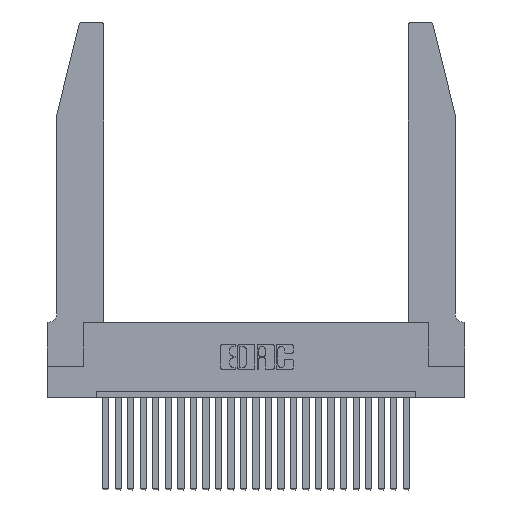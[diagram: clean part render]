
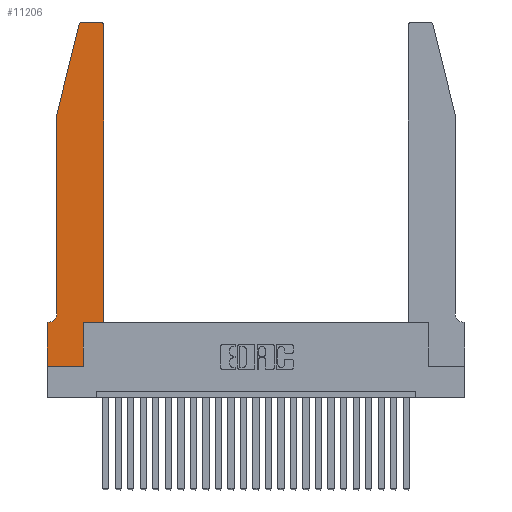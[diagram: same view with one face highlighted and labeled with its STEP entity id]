
A CAD part, top view. The second image highlights one B-rep face of the part: STEP entity #11206.
In plain terms, the highlighted planar face has unit normal (0, 0, 1).
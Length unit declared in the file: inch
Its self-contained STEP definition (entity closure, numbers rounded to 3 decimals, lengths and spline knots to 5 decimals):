
#45 = ORIENTED_EDGE ( 'NONE', *, *, #4280, .T. ) ;
#555 = ORIENTED_EDGE ( 'NONE', *, *, #2038, .T. ) ;
#628 = VERTEX_POINT ( 'NONE', #17989 ) ;
#1354 = DIRECTION ( 'NONE',  ( 0., 0., 1. ) ) ;
#1385 = ORIENTED_EDGE ( 'NONE', *, *, #11281, .T. ) ;
#1479 = LINE ( 'NONE', #4158, #3066 ) ;
#1708 = AXIS2_PLACEMENT_3D ( 'NONE', #3301, #1354, #21243 ) ;
#1752 = CARTESIAN_POINT ( 'NONE',  ( 0.4205, 2.72, 0.37 ) ) ;
#2038 = EDGE_CURVE ( 'NONE', #628, #7585, #9269, .T. ) ;
#2347 = ORIENTED_EDGE ( 'NONE', *, *, #4024, .T. ) ;
#2366 = CARTESIAN_POINT ( 'NONE',  ( 0., 0., 0.37 ) ) ;
#2402 = CARTESIAN_POINT ( 'NONE',  ( 0.4505, 0.35, 0.37 ) ) ;
#2576 = ORIENTED_EDGE ( 'NONE', *, *, #16345, .T. ) ;
#2804 = CIRCLE ( 'NONE', #20919, 0.07 ) ;
#3066 = VECTOR ( 'NONE', #18290, 39.37008 ) ;
#3135 = LINE ( 'NONE', #7947, #8176 ) ;
#3205 = CARTESIAN_POINT ( 'NONE',  ( 0.0755, 0.42, 0.37 ) ) ;
#3240 = CARTESIAN_POINT ( 'NONE',  ( 0.4505, 2.72, 0.37 ) ) ;
#3301 = CARTESIAN_POINT ( 'NONE',  ( 0.284, 2.72, 0.37 ) ) ;
#3484 = CARTESIAN_POINT ( 'NONE',  ( 0., 0.35, 0.37 ) ) ;
#3781 = VECTOR ( 'NONE', #4555, 39.37008 ) ;
#4024 = EDGE_CURVE ( 'NONE', #12818, #21361, #24264, .T. ) ;
#4158 = CARTESIAN_POINT ( 'NONE',  ( 0.0755, 0.35, 0.37 ) ) ;
#4270 = ORIENTED_EDGE ( 'NONE', *, *, #4949, .T. ) ;
#4280 = EDGE_CURVE ( 'NONE', #5016, #18352, #23328, .T. ) ;
#4555 = DIRECTION ( 'NONE',  ( 0., -1., 0. ) ) ;
#4824 = EDGE_CURVE ( 'NONE', #22129, #12818, #21160, .T. ) ;
#4949 = EDGE_CURVE ( 'NONE', #5071, #628, #15293, .T. ) ;
#5008 = CIRCLE ( 'NONE', #14800, 0.03 ) ;
#5016 = VERTEX_POINT ( 'NONE', #6397 ) ;
#5071 = VERTEX_POINT ( 'NONE', #16978 ) ;
#5142 = ORIENTED_EDGE ( 'NONE', *, *, #5987, .T. ) ;
#5407 = CARTESIAN_POINT ( 'NONE',  ( 0.0755, 2., 0.37 ) ) ;
#5987 = EDGE_CURVE ( 'NONE', #11724, #10234, #2804, .T. ) ;
#6397 = CARTESIAN_POINT ( 'NONE',  ( 0.25487, 2.72718, 0.37 ) ) ;
#6561 = DIRECTION ( 'NONE',  ( -0.239, -0.971, 0. ) ) ;
#7330 = PLANE ( 'NONE',  #25153 ) ;
#7433 = CARTESIAN_POINT ( 'NONE',  ( 0.0055, 0.35, 0.37 ) ) ;
#7585 = VERTEX_POINT ( 'NONE', #12799 ) ;
#7690 = VECTOR ( 'NONE', #24494, 39.37008 ) ;
#7947 = CARTESIAN_POINT ( 'NONE',  ( 0.2865, 0.35, 0.37 ) ) ;
#8176 = VECTOR ( 'NONE', #14513, 39.37008 ) ;
#8177 = VECTOR ( 'NONE', #17961, 39.37008 ) ;
#9269 = LINE ( 'NONE', #20587, #19152 ) ;
#9325 = VERTEX_POINT ( 'NONE', #22236 ) ;
#9420 = DIRECTION ( 'NONE',  ( 0., 0., 1. ) ) ;
#9672 = ORIENTED_EDGE ( 'NONE', *, *, #17358, .T. ) ;
#9966 = CARTESIAN_POINT ( 'NONE',  ( 0.4505, 0.35, 0.37 ) ) ;
#10234 = VERTEX_POINT ( 'NONE', #7433 ) ;
#10750 = EDGE_CURVE ( 'NONE', #7585, #22129, #3135, .T. ) ;
#11206 = ADVANCED_FACE ( 'NONE', ( #24238 ), #7330, .T. ) ;
#11281 = EDGE_CURVE ( 'NONE', #17701, #5016, #11562, .T. ) ;
#11562 = CIRCLE ( 'NONE', #1708, 0.03 ) ;
#11724 = VERTEX_POINT ( 'NONE', #3205 ) ;
#12100 = ORIENTED_EDGE ( 'NONE', *, *, #15016, .T. ) ;
#12799 = CARTESIAN_POINT ( 'NONE',  ( 0.2865, 0., 0.37 ) ) ;
#12818 = VERTEX_POINT ( 'NONE', #2402 ) ;
#12840 = VECTOR ( 'NONE', #15156, 39.37008 ) ;
#13168 = VECTOR ( 'NONE', #19922, 39.37008 ) ;
#13752 = ORIENTED_EDGE ( 'NONE', *, *, #4824, .T. ) ;
#14513 = DIRECTION ( 'NONE',  ( 0., 1., 0. ) ) ;
#14800 = AXIS2_PLACEMENT_3D ( 'NONE', #1752, #21703, #18027 ) ;
#15016 = EDGE_CURVE ( 'NONE', #18352, #11724, #18751, .T. ) ;
#15156 = DIRECTION ( 'NONE',  ( 0., -1., 0. ) ) ;
#15293 = LINE ( 'NONE', #2366, #3781 ) ;
#16345 = EDGE_CURVE ( 'NONE', #21361, #9325, #5008, .T. ) ;
#16978 = CARTESIAN_POINT ( 'NONE',  ( 0., 0.35, 0.37 ) ) ;
#17358 = EDGE_CURVE ( 'NONE', #10234, #5071, #1479, .T. ) ;
#17632 = LINE ( 'NONE', #24587, #7690 ) ;
#17701 = VERTEX_POINT ( 'NONE', #21830 ) ;
#17814 = CARTESIAN_POINT ( 'NONE',  ( 0.4505, 0.35, 0.37 ) ) ;
#17961 = DIRECTION ( 'NONE',  ( 1., 0., 0. ) ) ;
#17989 = CARTESIAN_POINT ( 'NONE',  ( 0., 0., 0.37 ) ) ;
#18027 = DIRECTION ( 'NONE',  ( 1., 0., 0. ) ) ;
#18250 = EDGE_CURVE ( 'NONE', #9325, #17701, #17632, .T. ) ;
#18290 = DIRECTION ( 'NONE',  ( -1., 0., 0. ) ) ;
#18305 = ORIENTED_EDGE ( 'NONE', *, *, #18250, .T. ) ;
#18352 = VERTEX_POINT ( 'NONE', #20974 ) ;
#18418 = CARTESIAN_POINT ( 'NONE',  ( 0.0755, 2., 0.37 ) ) ;
#18751 = LINE ( 'NONE', #5407, #12840 ) ;
#18986 = CARTESIAN_POINT ( 'NONE',  ( 0.0055, 0.42, 0.37 ) ) ;
#19152 = VECTOR ( 'NONE', #22561, 39.37008 ) ;
#19922 = DIRECTION ( 'NONE',  ( 0., 1., 0. ) ) ;
#20240 = VECTOR ( 'NONE', #6561, 39.37008 ) ;
#20587 = CARTESIAN_POINT ( 'NONE',  ( 0., 0., 0.37 ) ) ;
#20919 = AXIS2_PLACEMENT_3D ( 'NONE', #18986, #21129, #25094 ) ;
#20974 = CARTESIAN_POINT ( 'NONE',  ( 0.0755, 2., 0.37 ) ) ;
#21129 = DIRECTION ( 'NONE',  ( 0., 0., -1. ) ) ;
#21160 = LINE ( 'NONE', #9966, #8177 ) ;
#21243 = DIRECTION ( 'NONE',  ( 1., 0., 0. ) ) ;
#21361 = VERTEX_POINT ( 'NONE', #3240 ) ;
#21703 = DIRECTION ( 'NONE',  ( 0., 0., 1. ) ) ;
#21830 = CARTESIAN_POINT ( 'NONE',  ( 0.284, 2.75, 0.37 ) ) ;
#22129 = VERTEX_POINT ( 'NONE', #25292 ) ;
#22236 = CARTESIAN_POINT ( 'NONE',  ( 0.4205, 2.75, 0.37 ) ) ;
#22561 = DIRECTION ( 'NONE',  ( 1., 0., 0. ) ) ;
#23078 = ORIENTED_EDGE ( 'NONE', *, *, #10750, .T. ) ;
#23328 = LINE ( 'NONE', #18418, #20240 ) ;
#24238 = FACE_OUTER_BOUND ( 'NONE', #25472, .T. ) ;
#24264 = LINE ( 'NONE', #17814, #13168 ) ;
#24494 = DIRECTION ( 'NONE',  ( -1., 0., 0. ) ) ;
#24587 = CARTESIAN_POINT ( 'NONE',  ( 0.2605, 2.75, 0.37 ) ) ;
#25094 = DIRECTION ( 'NONE',  ( -1., 0., 0. ) ) ;
#25153 = AXIS2_PLACEMENT_3D ( 'NONE', #3484, #9420, #25197 ) ;
#25197 = DIRECTION ( 'NONE',  ( 1., 0., 0. ) ) ;
#25292 = CARTESIAN_POINT ( 'NONE',  ( 0.2865, 0.35, 0.37 ) ) ;
#25472 = EDGE_LOOP ( 'NONE', ( #18305, #1385, #45, #12100, #5142, #9672, #4270, #555, #23078, #13752, #2347, #2576 ) ) ;
